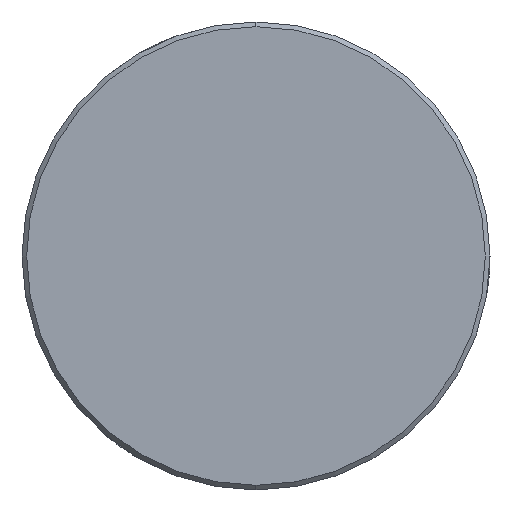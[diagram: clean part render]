
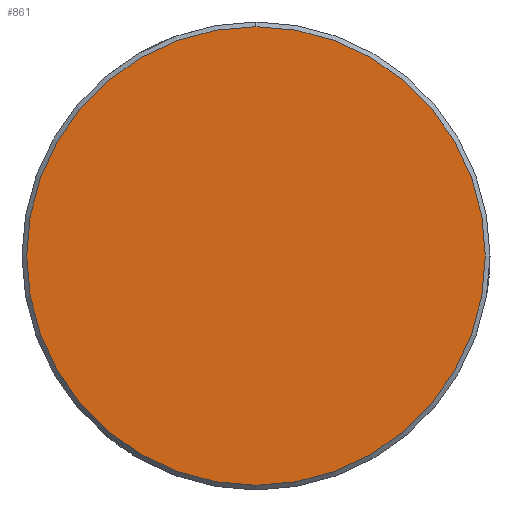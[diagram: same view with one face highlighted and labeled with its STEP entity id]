
A CAD part, left-side view. The second image highlights one B-rep face of the part: STEP entity #861.
In plain terms, the highlighted planar face has unit normal (-1, 0, 0).
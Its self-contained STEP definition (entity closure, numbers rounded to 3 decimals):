
#20 = CARTESIAN_POINT ( 'NONE',  ( -111.6, 0., 0. ) ) ;
#41 = DIRECTION ( 'NONE',  ( 0., 0., -1. ) ) ;
#52 = AXIS2_PLACEMENT_3D ( 'NONE', #20, #749, #327 ) ;
#106 = CARTESIAN_POINT ( 'NONE',  ( -111.6, 0., 14.7 ) ) ;
#141 = EDGE_LOOP ( 'NONE', ( #352, #296 ) ) ;
#177 = AXIS2_PLACEMENT_3D ( 'NONE', #1002, #687, #41 ) ;
#296 = ORIENTED_EDGE ( 'NONE', *, *, #379, .T. ) ;
#327 = DIRECTION ( 'NONE',  ( 0., 0., -1. ) ) ;
#352 = ORIENTED_EDGE ( 'NONE', *, *, #772, .T. ) ;
#379 = EDGE_CURVE ( 'NONE', #414, #1034, #521, .T. ) ;
#387 = AXIS2_PLACEMENT_3D ( 'NONE', #767, #834, #431 ) ;
#414 = VERTEX_POINT ( 'NONE', #106 ) ;
#431 = DIRECTION ( 'NONE',  ( 0., 0., -1. ) ) ;
#521 = CIRCLE ( 'NONE', #52, 14.7 ) ;
#687 = DIRECTION ( 'NONE',  ( 1., 0., 0. ) ) ;
#710 = CARTESIAN_POINT ( 'NONE',  ( -111.6, 0., -14.7 ) ) ;
#749 = DIRECTION ( 'NONE',  ( -1., 0., 0. ) ) ;
#767 = CARTESIAN_POINT ( 'NONE',  ( -111.6, 0., 0. ) ) ;
#770 = PLANE ( 'NONE',  #177 ) ;
#772 = EDGE_CURVE ( 'NONE', #1034, #414, #830, .T. ) ;
#830 = CIRCLE ( 'NONE', #387, 14.7 ) ;
#834 = DIRECTION ( 'NONE',  ( -1., 0., 0. ) ) ;
#861 = ADVANCED_FACE ( 'NONE', ( #868 ), #770, .F. ) ;
#868 = FACE_OUTER_BOUND ( 'NONE', #141, .T. ) ;
#1002 = CARTESIAN_POINT ( 'NONE',  ( -111.6, -14.876, 14.876 ) ) ;
#1034 = VERTEX_POINT ( 'NONE', #710 ) ;
